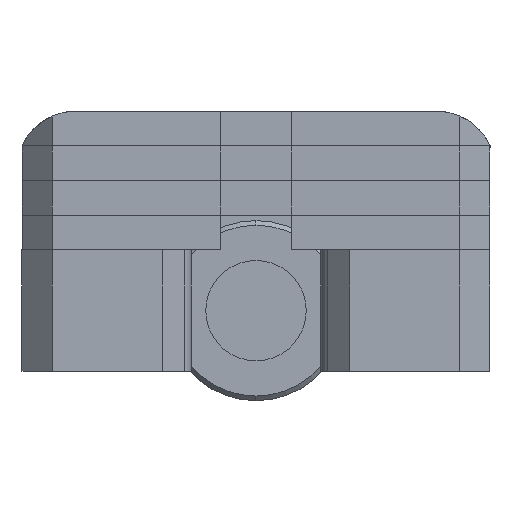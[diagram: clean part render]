
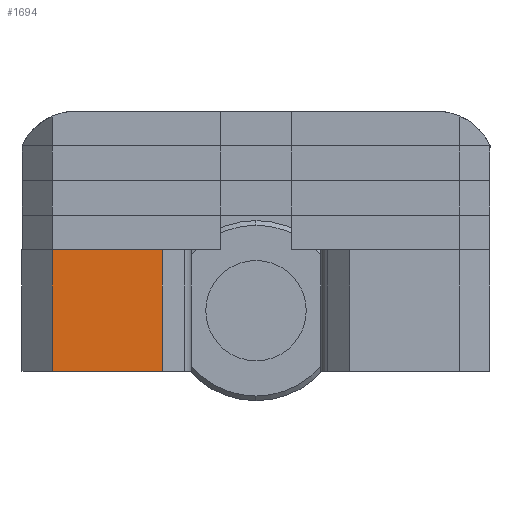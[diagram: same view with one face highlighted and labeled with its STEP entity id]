
A CAD part, front view. The second image highlights one B-rep face of the part: STEP entity #1694.
In plain terms, the highlighted planar face has unit normal (0, -1, 0).
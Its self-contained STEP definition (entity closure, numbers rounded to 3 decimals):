
#14 = CARTESIAN_POINT ( 'NONE',  ( 2.6, -5.5, -4. ) ) ;
#274 = CARTESIAN_POINT ( 'NONE',  ( -2.6, -5.5, -8.7 ) ) ;
#301 = CARTESIAN_POINT ( 'NONE',  ( 2.6, -5.5, 0. ) ) ;
#514 = EDGE_CURVE ( 'NONE', #798, #4180, #716, .T. ) ;
#585 = DIRECTION ( 'NONE',  ( 1., 0., 0. ) ) ;
#648 = DIRECTION ( 'NONE',  ( 0., 0., -1. ) ) ;
#716 = LINE ( 'NONE', #3469, #3435 ) ;
#718 = LINE ( 'NONE', #4060, #3736 ) ;
#798 = VERTEX_POINT ( 'NONE', #274 ) ;
#901 = EDGE_CURVE ( 'NONE', #798, #1079, #3626, .T. ) ;
#1079 = VERTEX_POINT ( 'NONE', #4133 ) ;
#1437 = CARTESIAN_POINT ( 'NONE',  ( -2.6, -5.5, -4. ) ) ;
#1641 = CARTESIAN_POINT ( 'NONE',  ( 2.6, -5.5, 0. ) ) ;
#1694 = ADVANCED_FACE ( 'NONE', ( #3141 ), #2812, .T. ) ;
#1787 = EDGE_CURVE ( 'NONE', #1079, #3056, #3975, .T. ) ;
#2016 = DIRECTION ( 'NONE',  ( 0., 0., 1. ) ) ;
#2302 = CARTESIAN_POINT ( 'NONE',  ( 2.6, -5.5, -8.7 ) ) ;
#2445 = ORIENTED_EDGE ( 'NONE', *, *, #1787, .T. ) ;
#2594 = VECTOR ( 'NONE', #2016, 1000. ) ;
#2636 = EDGE_CURVE ( 'NONE', #3056, #4180, #718, .T. ) ;
#2754 = DIRECTION ( 'NONE',  ( 0., 0., 1. ) ) ;
#2812 = PLANE ( 'NONE',  #3799 ) ;
#2997 = DIRECTION ( 'NONE',  ( 0., -1., 0. ) ) ;
#3056 = VERTEX_POINT ( 'NONE', #14 ) ;
#3086 = ORIENTED_EDGE ( 'NONE', *, *, #2636, .T. ) ;
#3088 = DIRECTION ( 'NONE',  ( -1., 0., 0. ) ) ;
#3141 = FACE_OUTER_BOUND ( 'NONE', #3508, .T. ) ;
#3435 = VECTOR ( 'NONE', #2754, 1000. ) ;
#3469 = CARTESIAN_POINT ( 'NONE',  ( -2.6, -5.5, 0. ) ) ;
#3508 = EDGE_LOOP ( 'NONE', ( #4007, #3597, #2445, #3086 ) ) ;
#3509 = VECTOR ( 'NONE', #585, 1000. ) ;
#3597 = ORIENTED_EDGE ( 'NONE', *, *, #901, .T. ) ;
#3626 = LINE ( 'NONE', #2302, #3509 ) ;
#3736 = VECTOR ( 'NONE', #3088, 1000. ) ;
#3799 = AXIS2_PLACEMENT_3D ( 'NONE', #1641, #2997, #648 ) ;
#3975 = LINE ( 'NONE', #301, #2594 ) ;
#4007 = ORIENTED_EDGE ( 'NONE', *, *, #514, .F. ) ;
#4060 = CARTESIAN_POINT ( 'NONE',  ( 2.6, -5.5, -4. ) ) ;
#4133 = CARTESIAN_POINT ( 'NONE',  ( 2.6, -5.5, -8.7 ) ) ;
#4180 = VERTEX_POINT ( 'NONE', #1437 ) ;
